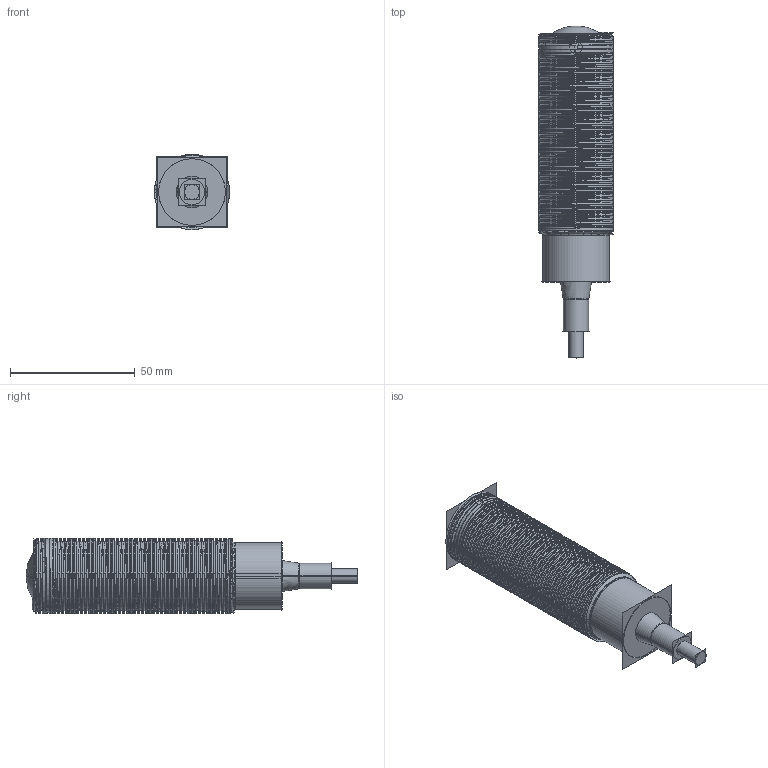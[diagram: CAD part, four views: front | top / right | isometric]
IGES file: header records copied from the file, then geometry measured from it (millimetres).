
Start section:  PTC IGES file: 156694_sm01.igs
Global section: file name: 156694_sm01.igs; native system: Creo Parametric by PTC Inc.; preprocessor: 2019292; author: PDMAdmin; organization: Unknown; date: 20221129.134243; units: millimetre
Bounding box: 30.06 x 132.88 x 30.07 mm (x, y, z)
Volume: 65992.6 mm3; surface area: 69306.2 mm2
Topology: 1 solids, 1 shells, 314 faces, 1734 edges, 2249 vertices
Faces by surface type: revolution 238, bspline 76
